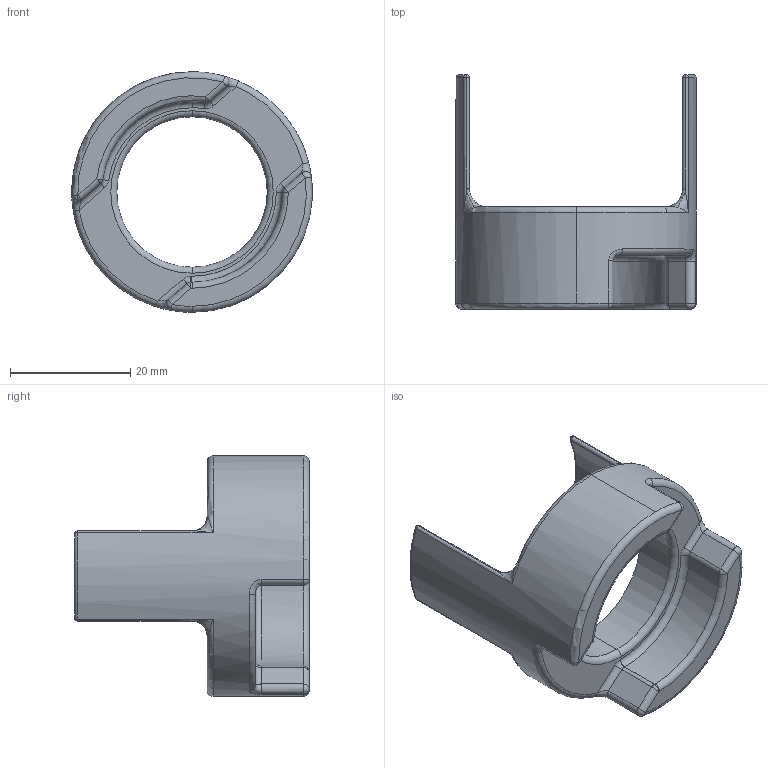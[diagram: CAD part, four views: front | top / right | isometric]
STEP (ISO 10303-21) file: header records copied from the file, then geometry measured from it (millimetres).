
FILE_DESCRIPTION (( 'STEP AP203' ), '1' );
FILE_NAME ('Optical_Rotor_V3.0.STEP', '2022-06-12T17:34:15', ( 'John' ), ( '' ), 'SwSTEP 2.0', 'SolidWorks 2021', '' );
FILE_SCHEMA (( 'CONFIG_CONTROL_DESIGN' ));
Length unit declared in the file: millimetre
Products named in the file (1): Optical_Rotor_V3.0
Bounding box: 39.97 x 39 x 40 mm (x, y, z)
Volume: 9731.2 mm3; surface area: 5678.3 mm2
Topology: 1 solids, 1 shells, 103 faces, 246 edges, 133 vertices
Faces by surface type: cylinder 35, torus 31, sphere 17, bspline 12, plane 8
Entity records: 8736 total; most frequent: CARTESIAN_POINT 6415, DIRECTION 515, ORIENTED_EDGE 454, AXIS2_PLACEMENT_3D 232, EDGE_CURVE 227, CIRCLE 140, VERTEX_POINT 126, EDGE_LOOP 105
